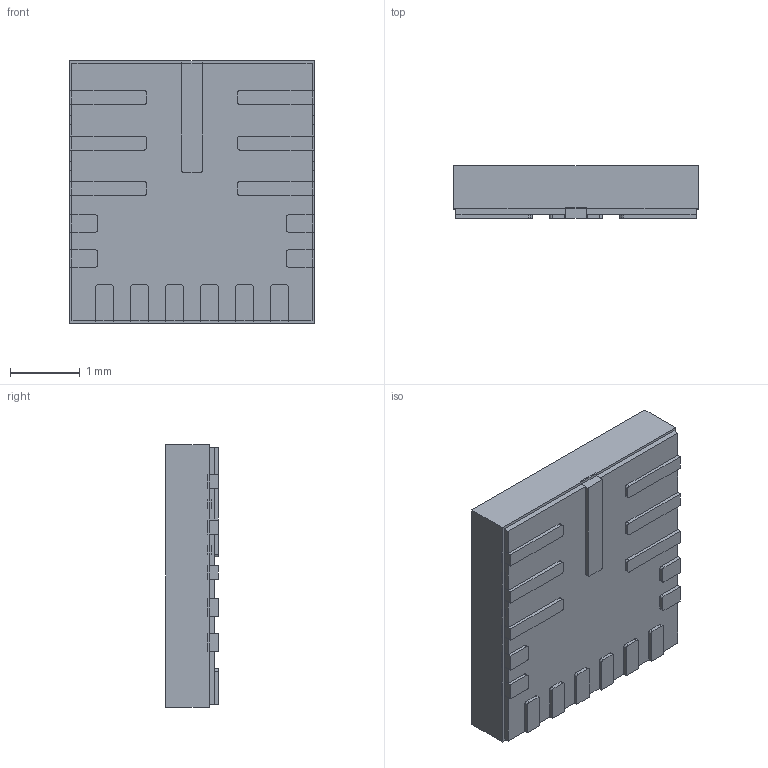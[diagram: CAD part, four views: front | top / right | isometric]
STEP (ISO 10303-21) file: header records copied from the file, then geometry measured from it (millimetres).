
FILE_DESCRIPTION (( 'STEP AP214' ), '1' );
FILE_NAME ('17-LFCSP_21-100155.STEP', '2023-12-07T05:09:58', ( '' ), ( '' ), 'SwSTEP 2.0', 'SolidWorks 2021', '' );
FILE_SCHEMA (( 'AUTOMOTIVE_DESIGN' ));
Length unit declared in the file: millimetre
Products named in the file (1): 17-LFCSP_21-100155
Bounding box: 3.5 x 0.75 x 3.75 mm (x, y, z)
Volume: 9.3 mm3; surface area: 54.5 mm2
Topology: 19 solids, 19 shells, 363 faces, 996 edges, 664 vertices
Faces by surface type: plane 291, cylinder 72
Entity records: 11626 total; most frequent: CARTESIAN_POINT 2024, ORIENTED_EDGE 1992, DIRECTION 1868, EDGE_CURVE 996, LINE 852, VECTOR 852, VERTEX_POINT 664, AXIS2_PLACEMENT_3D 508
